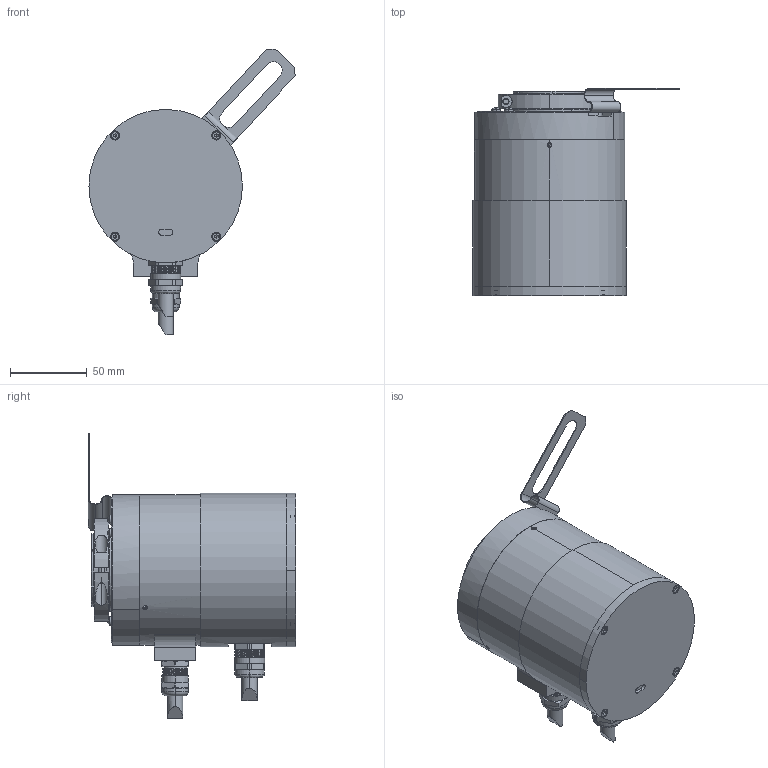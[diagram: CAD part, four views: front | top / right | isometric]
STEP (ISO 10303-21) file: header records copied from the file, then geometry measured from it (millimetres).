
FILE_DESCRIPTION (( 'STEP AP214' ), '1' );
FILE_NAME ('EVR100H45-xxPR-xxxx+xxxxD.STEP', '2025-02-06T07:40:47', ( '' ), ( '' ), 'SwSTEP 2.0', 'SolidWorks 2023', '' );
FILE_SCHEMA (( 'AUTOMOTIVE_DESIGN' ));
Length unit declared in the file: millimetre
Products named in the file (1): EVR100H45-xxPR-xxxx+xxxxD
Bounding box: 134.31 x 135 x 186.31 mm (x, y, z)
Volume: 424703.5 mm3; surface area: 192039.3 mm2
Topology: 22 solids, 23 shells, 976 faces, 2920 edges, 1812 vertices
Faces by surface type: cylinder 379, plane 303, torus 122, cone 87, sphere 74, bspline 11
Entity records: 45626 total; most frequent: CARTESIAN_POINT 14677, ORIENTED_EDGE 5336, DIRECTION 5019, EDGE_CURVE 2668, AXIS2_PLACEMENT_3D 2065, VERTEX_POINT 1746, EDGE_LOOP 1126, CIRCLE 1099
